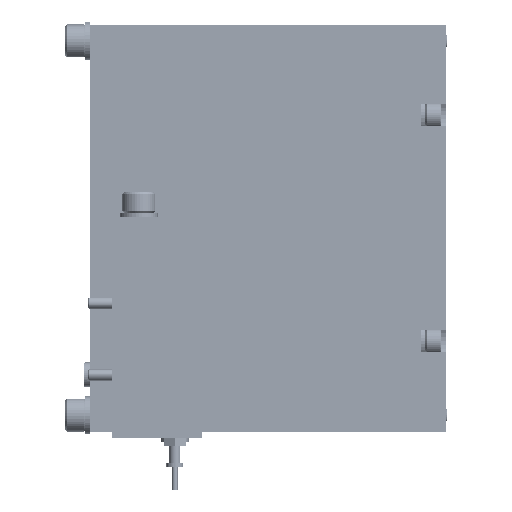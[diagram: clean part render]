
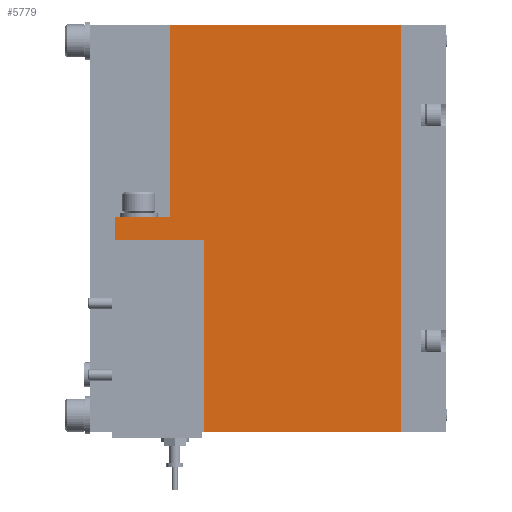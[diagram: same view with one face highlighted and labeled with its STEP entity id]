
A CAD part, left-side view. The second image highlights one B-rep face of the part: STEP entity #5779.
In plain terms, the highlighted planar face has unit normal (-1, 0, 0).
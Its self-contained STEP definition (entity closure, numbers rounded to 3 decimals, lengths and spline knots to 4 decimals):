
#3183 = ORIENTED_EDGE ( 'NONE', *, *, #43024, .F. ) ;
#4792 = FACE_OUTER_BOUND ( 'NONE', #44062, .T. ) ;
#4982 = DIRECTION ( 'NONE',  ( 0., -1., 0. ) ) ;
#5779 = ADVANCED_FACE ( 'NONE', ( #4792 ), #187725, .F. ) ;
#15410 = VECTOR ( 'NONE', #147038, 39.3701 ) ;
#17731 = ORIENTED_EDGE ( 'NONE', *, *, #131731, .F. ) ;
#22817 = VECTOR ( 'NONE', #55314, 39.3701 ) ;
#26182 = CARTESIAN_POINT ( 'NONE',  ( 0.0994, 1.83, -1.1882 ) ) ;
#30806 = VECTOR ( 'NONE', #169096, 39.3701 ) ;
#32238 = EDGE_CURVE ( 'NONE', #49719, #81545, #191157, .T. ) ;
#38134 = CARTESIAN_POINT ( 'NONE',  ( 0.0994, 1.53, -1.0632 ) ) ;
#39779 = VERTEX_POINT ( 'NONE', #185099 ) ;
#42815 = AXIS2_PLACEMENT_3D ( 'NONE', #143473, #172616, #4982 ) ;
#43024 = EDGE_CURVE ( 'NONE', #78901, #81545, #105964, .T. ) ;
#44062 = EDGE_LOOP ( 'NONE', ( #17731, #101876, #101256, #3183, #65236, #104150, #172788, #158704 ) ) ;
#44070 = EDGE_CURVE ( 'NONE', #183086, #39779, #157744, .T. ) ;
#44257 = VERTEX_POINT ( 'NONE', #140389 ) ;
#44580 = VECTOR ( 'NONE', #127291, 39.3701 ) ;
#44592 = CARTESIAN_POINT ( 'NONE',  ( 0.0994, 0.25, -2.25 ) ) ;
#49719 = VERTEX_POINT ( 'NONE', #38134 ) ;
#52090 = LINE ( 'NONE', #110235, #30806 ) ;
#55314 = DIRECTION ( 'NONE',  ( 0., 0., 1. ) ) ;
#56427 = VECTOR ( 'NONE', #164186, 39.3701 ) ;
#61611 = CARTESIAN_POINT ( 'NONE',  ( 0.0994, 0.25, 0. ) ) ;
#63709 = CARTESIAN_POINT ( 'NONE',  ( 0.0994, 1.83, -1.1882 ) ) ;
#65236 = ORIENTED_EDGE ( 'NONE', *, *, #86368, .T. ) ;
#68430 = LINE ( 'NONE', #195788, #84863 ) ;
#70333 = CARTESIAN_POINT ( 'NONE',  ( 0.0994, 1.83, -1.0632 ) ) ;
#71146 = CARTESIAN_POINT ( 'NONE',  ( 0.0994, 1.34, -2.25 ) ) ;
#78901 = VERTEX_POINT ( 'NONE', #63709 ) ;
#81545 = VERTEX_POINT ( 'NONE', #136196 ) ;
#84863 = VECTOR ( 'NONE', #106006, 39.3701 ) ;
#86368 = EDGE_CURVE ( 'NONE', #78901, #39779, #138365, .T. ) ;
#87711 = VECTOR ( 'NONE', #120365, 39.3701 ) ;
#100684 = DIRECTION ( 'NONE',  ( 0., 1., 0. ) ) ;
#101256 = ORIENTED_EDGE ( 'NONE', *, *, #32238, .T. ) ;
#101876 = ORIENTED_EDGE ( 'NONE', *, *, #109204, .F. ) ;
#104150 = ORIENTED_EDGE ( 'NONE', *, *, #44070, .F. ) ;
#105964 = LINE ( 'NONE', #174197, #44580 ) ;
#106006 = DIRECTION ( 'NONE',  ( 0., -1., 0. ) ) ;
#109204 = EDGE_CURVE ( 'NONE', #49719, #44257, #176349, .T. ) ;
#110235 = CARTESIAN_POINT ( 'NONE',  ( 0.0994, 0.25, -2.25 ) ) ;
#114105 = CARTESIAN_POINT ( 'NONE',  ( 0.0994, 0.25, 0. ) ) ;
#120365 = DIRECTION ( 'NONE',  ( 0., 0., 1. ) ) ;
#125888 = VERTEX_POINT ( 'NONE', #44592 ) ;
#127291 = DIRECTION ( 'NONE',  ( 0., 0., 1. ) ) ;
#130064 = CARTESIAN_POINT ( 'NONE',  ( 0.0994, 1.34, -2.25 ) ) ;
#131731 = EDGE_CURVE ( 'NONE', #44257, #158342, #68430, .T. ) ;
#136196 = CARTESIAN_POINT ( 'NONE',  ( 0.0994, 1.83, -1.0632 ) ) ;
#138365 = LINE ( 'NONE', #26182, #15410 ) ;
#140389 = CARTESIAN_POINT ( 'NONE',  ( 0.0994, 1.53, 0. ) ) ;
#142094 = LINE ( 'NONE', #61611, #87711 ) ;
#143473 = CARTESIAN_POINT ( 'NONE',  ( 0.0994, 1.83, 0. ) ) ;
#144415 = EDGE_CURVE ( 'NONE', #125888, #183086, #52090, .T. ) ;
#147038 = DIRECTION ( 'NONE',  ( 0., -1., 0. ) ) ;
#151055 = VECTOR ( 'NONE', #100684, 39.3701 ) ;
#152008 = EDGE_CURVE ( 'NONE', #125888, #158342, #142094, .T. ) ;
#157744 = LINE ( 'NONE', #71146, #56427 ) ;
#158342 = VERTEX_POINT ( 'NONE', #114105 ) ;
#158704 = ORIENTED_EDGE ( 'NONE', *, *, #152008, .T. ) ;
#164186 = DIRECTION ( 'NONE',  ( 0., 0., 1. ) ) ;
#169096 = DIRECTION ( 'NONE',  ( 0., 1., 0. ) ) ;
#172616 = DIRECTION ( 'NONE',  ( 1., 0., 0. ) ) ;
#172788 = ORIENTED_EDGE ( 'NONE', *, *, #144415, .F. ) ;
#174197 = CARTESIAN_POINT ( 'NONE',  ( 0.0994, 1.83, 0. ) ) ;
#174207 = CARTESIAN_POINT ( 'NONE',  ( 0.0994, 1.53, -1.5487 ) ) ;
#176349 = LINE ( 'NONE', #174207, #22817 ) ;
#183086 = VERTEX_POINT ( 'NONE', #130064 ) ;
#185099 = CARTESIAN_POINT ( 'NONE',  ( 0.0994, 1.34, -1.1882 ) ) ;
#187725 = PLANE ( 'NONE',  #42815 ) ;
#191157 = LINE ( 'NONE', #70333, #151055 ) ;
#195788 = CARTESIAN_POINT ( 'NONE',  ( 0.0994, 1.83, 0. ) ) ;
